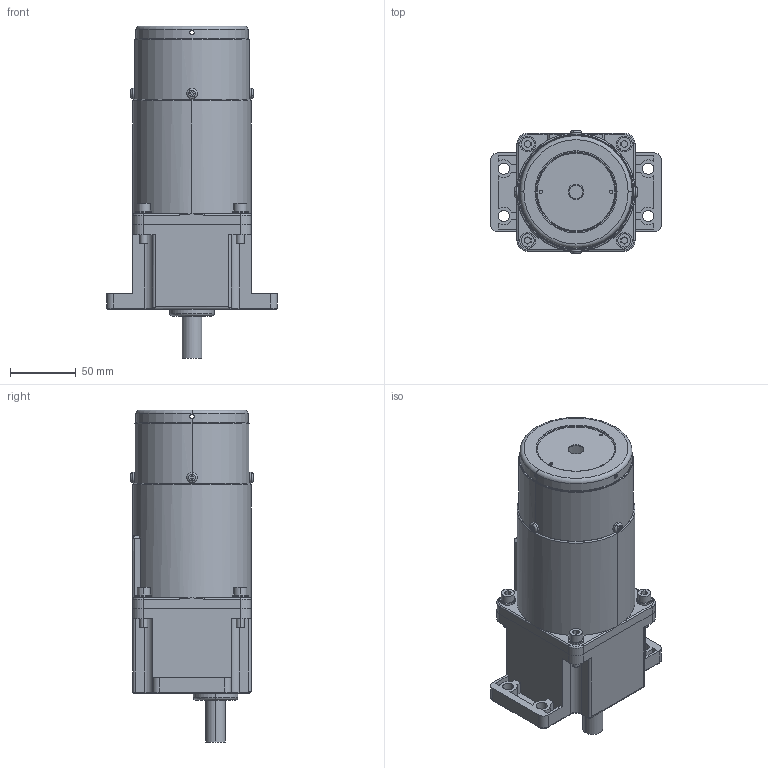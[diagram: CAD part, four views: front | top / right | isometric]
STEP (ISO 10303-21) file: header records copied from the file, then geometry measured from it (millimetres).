
FILE_DESCRIPTION (( 'STEP AP203' ), '1' );
FILE_NAME ('5RK40.60GU-CM+眊极.STEP', '2022-08-25T03:07:47', ( '' ), ( 'Microsoft' ), 'SwSTEP 2.0', 'SolidWorks 2020', '' );
FILE_SCHEMA (( 'CONFIG_CONTROL_DESIGN' ));
Length unit declared in the file: millimetre
Products named in the file (1): 5RK40.60GU-CM+眊极
Bounding box: 130 x 93.6 x 253 mm (x, y, z)
Surface area: 142927.2 mm2 (no closed solid volume)
Topology: 0 solids, 29 shells, 406 faces, 1137 edges, 746 vertices
Faces by surface type: plane 161, cylinder 159, torus 50, cone 26, bspline 10
Entity records: 14916 total; most frequent: CARTESIAN_POINT 4266, DIRECTION 2330, ORIENTED_EDGE 2006, EDGE_CURVE 1127, AXIS2_PLACEMENT_3D 880, VERTEX_POINT 746, VECTOR 570, LINE 570
